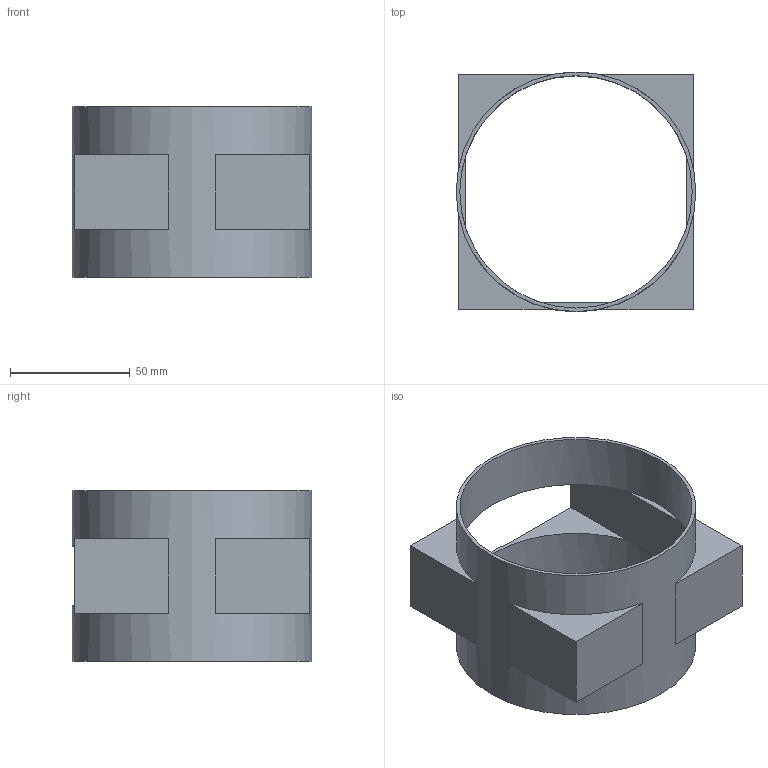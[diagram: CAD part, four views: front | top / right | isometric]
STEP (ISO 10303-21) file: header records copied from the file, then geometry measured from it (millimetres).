
FILE_DESCRIPTION(('FreeCAD Model'),'2;1');
FILE_NAME('Open CASCADE Shape Model','2025-08-05T14:59:07',('Author'),( ''),'Open CASCADE STEP processor 7.8','FreeCAD','Unknown');
FILE_SCHEMA(('AUTOMOTIVE_DESIGN { 1 0 10303 214 1 1 1 1 }'));
Length unit declared in the file: millimetre
Products named in the file (1): Body
Bounding box: 100 x 100 x 71 mm (x, y, z)
Volume: 54768 mm3; surface area: 51379.1 mm2
Topology: 1 solids, 1 shells, 36 faces, 91 edges, 58 vertices
Faces by surface type: plane 33, cylinder 3
Full cylindrical faces by diameter (mm): 97 x2, 100 x1
Entity records: 1112 total; most frequent: DIRECTION 196, CARTESIAN_POINT 187, ORIENTED_EDGE 182, EDGE_CURVE 91, AXIS2_PLACEMENT_3D 69, VERTEX_POINT 58, LINE 58, VECTOR 58
